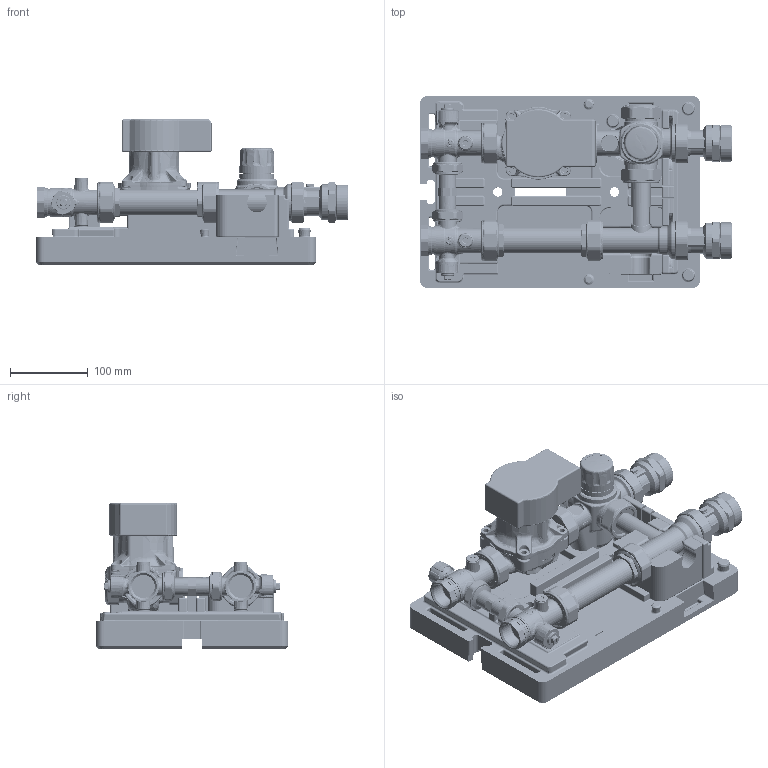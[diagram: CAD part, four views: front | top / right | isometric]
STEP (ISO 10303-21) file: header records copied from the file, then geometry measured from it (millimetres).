
FILE_DESCRIPTION(('CATIA V5 STEP Exchange','CAx-IF Rec.Pracs.--- Model Styling and Organization---1.5--- 2016-08-15','CAx-IF Rec.Pracs.---Supplemental Geometry---1.0---2011-11-01','CAx-IF Rec.Pracs.--- Composite Materials ---3.4---2017-06-13','CAx-IF Rec.Pracs.---Tessellated 3D Geometry---1.0---2015-12-17'),'2;1');
FILE_NAME('STEP_766600HE_-_TST.stp','2023-09-25T12:49:59+00:00',('none'),('none'),'CATIA Version 5-6 Release 2020 SP5','CATIA V5 STEP AP242 v2','none');
FILE_SCHEMA(('AP242_MANAGED_MODEL_BASED_3D_ENGINEERING_MIM_LF {1 0 10303 442 1 1 4}'));
Products named in the file (1): 766600HE - TST
Bounding box: 401.12 x 247 x 186.8 mm (x, y, z)
Volume: 5540094 mm3; surface area: 551768.5 mm2
Topology: 1 solids, 7 shells, 5823 faces, 14722 edges, 8662 vertices
Faces by surface type: bspline 2112, cylinder 1226, plane 945, torus 625, cone 535, sphere 297, extrusion 79, revolution 4
Entity records: 273121 total; most frequent: CARTESIAN_POINT 161151, ORIENTED_EDGE 28750, EDGE_CURVE 14375, DIRECTION 12085, VERTEX_POINT 8662, B_SPLINE_CURVE_WITH_KNOTS 6699, AXIS2_PLACEMENT_3D 6257, EDGE_LOOP 5965
